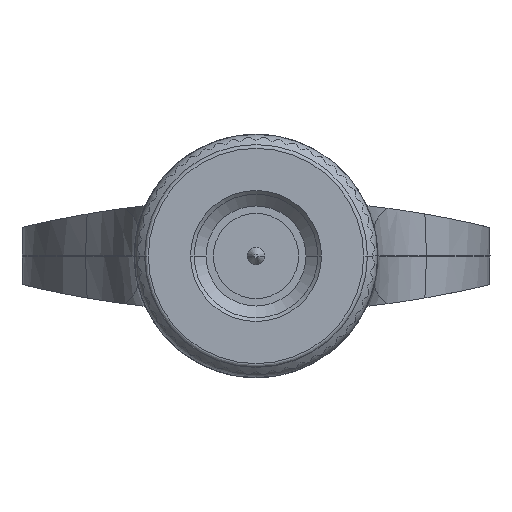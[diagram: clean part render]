
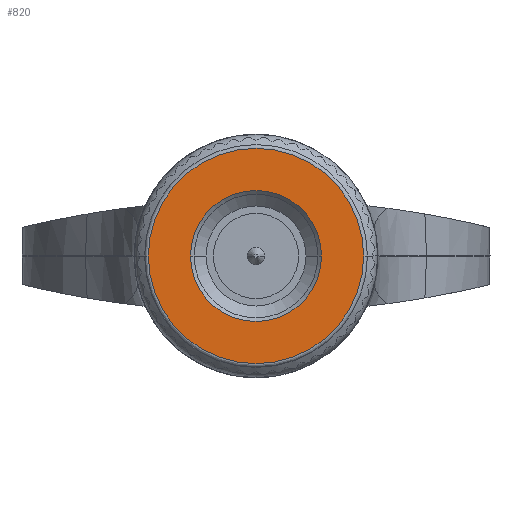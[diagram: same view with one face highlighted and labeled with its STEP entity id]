
A CAD part, front view. The second image highlights one B-rep face of the part: STEP entity #820.
In plain terms, the highlighted planar face has unit normal (0, -1, 0).
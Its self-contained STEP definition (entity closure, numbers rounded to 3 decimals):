
#122=FACE_BOUND('',#2205,.T.);
#123=FACE_BOUND('',#2206,.T.);
#176=PLANE('',#10081);
#392=CIRCLE('',#9881,3.5);
#393=CIRCLE('',#9883,5.75);
#517=CIRCLE('',#10078,5.75);
#518=CIRCLE('',#10080,3.5);
#820=ADVANCED_FACE('',(#122,#123),#176,.T.);
#2205=EDGE_LOOP('',(#4770,#4771));
#2206=EDGE_LOOP('',(#4772,#4773));
#4770=ORIENTED_EDGE('',*,*,#7824,.T.);
#4771=ORIENTED_EDGE('',*,*,#8559,.T.);
#4772=ORIENTED_EDGE('',*,*,#7826,.F.);
#4773=ORIENTED_EDGE('',*,*,#8558,.F.);
#6844=VERTEX_POINT('',#13381);
#6845=VERTEX_POINT('',#13383);
#6846=VERTEX_POINT('',#13387);
#6847=VERTEX_POINT('',#13388);
#7824=EDGE_CURVE('',#6845,#6844,#392,.T.);
#7826=EDGE_CURVE('',#6846,#6847,#393,.T.);
#8558=EDGE_CURVE('',#6847,#6846,#517,.T.);
#8559=EDGE_CURVE('',#6844,#6845,#518,.T.);
#9881=AXIS2_PLACEMENT_3D('',#13382,#10842,#10843);
#9883=AXIS2_PLACEMENT_3D('',#13386,#10847,#10848);
#10078=AXIS2_PLACEMENT_3D('',#18351,#11355,#11356);
#10080=AXIS2_PLACEMENT_3D('',#18353,#11359,#11360);
#10081=AXIS2_PLACEMENT_3D('',#18354,#11361,#11362);
#10842=DIRECTION('',(0.,1.,0.));
#10843=DIRECTION('',(1.,0.,0.));
#10847=DIRECTION('',(0.,1.,0.));
#10848=DIRECTION('',(1.,0.,0.));
#11355=DIRECTION('',(0.,1.,0.));
#11356=DIRECTION('',(1.,0.,0.));
#11359=DIRECTION('',(0.,1.,0.));
#11360=DIRECTION('',(1.,0.,0.));
#11361=DIRECTION('',(0.,-1.,0.));
#11362=DIRECTION('',(1.,0.,0.));
#13381=CARTESIAN_POINT('',(3.5,-15.542,0.));
#13382=CARTESIAN_POINT('',(0.,-15.542,0.));
#13383=CARTESIAN_POINT('',(-3.5,-15.542,0.));
#13386=CARTESIAN_POINT('',(0.,-15.542,0.));
#13387=CARTESIAN_POINT('',(5.75,-15.542,0.));
#13388=CARTESIAN_POINT('',(-5.75,-15.542,0.));
#18351=CARTESIAN_POINT('',(0.,-15.542,0.));
#18353=CARTESIAN_POINT('',(0.,-15.542,0.));
#18354=CARTESIAN_POINT('',(0.,-15.542,5.75));
